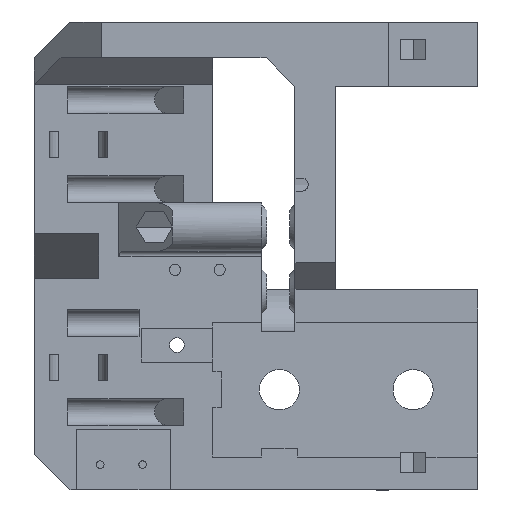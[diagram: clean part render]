
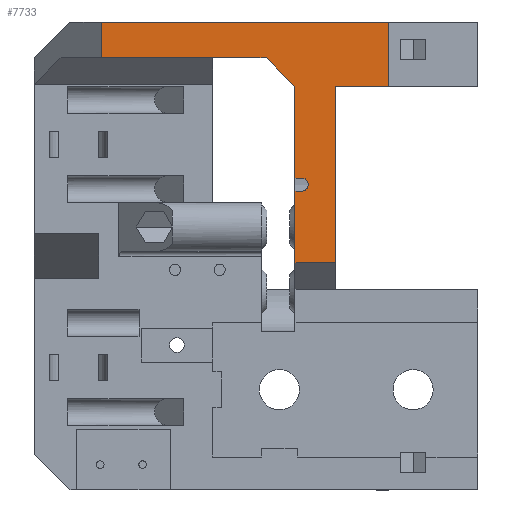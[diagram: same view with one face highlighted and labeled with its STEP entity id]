
A CAD part, left-side view. The second image highlights one B-rep face of the part: STEP entity #7733.
In plain terms, the highlighted planar face has unit normal (-1, 0, 0).
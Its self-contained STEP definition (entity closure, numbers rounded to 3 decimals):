
#12 = EDGE_CURVE ( 'NONE', #6447, #1072, #9465, .T. ) ;
#208 = ORIENTED_EDGE ( 'NONE', *, *, #9227, .T. ) ;
#474 = LINE ( 'NONE', #2171, #7774 ) ;
#514 = EDGE_LOOP ( 'NONE', ( #5403, #9433, #1531, #8555, #523, #957, #2068, #1058, #5887, #4105, #208, #2988, #5731 ) ) ;
#523 = ORIENTED_EDGE ( 'NONE', *, *, #9085, .F. ) ;
#575 = VECTOR ( 'NONE', #10466, 1000. ) ;
#695 = DIRECTION ( 'NONE',  ( 0., -1., 0. ) ) ;
#942 = CARTESIAN_POINT ( 'NONE',  ( -28.5, -79.5, -52.501 ) ) ;
#957 = ORIENTED_EDGE ( 'NONE', *, *, #3757, .T. ) ;
#1058 = ORIENTED_EDGE ( 'NONE', *, *, #10355, .T. ) ;
#1072 = VERTEX_POINT ( 'NONE', #8290 ) ;
#1433 = LINE ( 'NONE', #6653, #5532 ) ;
#1487 = CARTESIAN_POINT ( 'NONE',  ( -28.5, -58.5, 17.5 ) ) ;
#1531 = ORIENTED_EDGE ( 'NONE', *, *, #12, .T. ) ;
#1584 = LINE ( 'NONE', #5450, #575 ) ;
#1648 = VERTEX_POINT ( 'NONE', #10202 ) ;
#1767 = EDGE_CURVE ( 'NONE', #2088, #1072, #474, .T. ) ;
#1805 = CARTESIAN_POINT ( 'NONE',  ( -28.5, -58.5, -1.5 ) ) ;
#1913 = CARTESIAN_POINT ( 'NONE',  ( -28.5, -58.5, -7.5 ) ) ;
#1921 = AXIS2_PLACEMENT_3D ( 'NONE', #7259, #2333, #4707 ) ;
#1930 = DIRECTION ( 'NONE',  ( 0., 0., -1. ) ) ;
#2068 = ORIENTED_EDGE ( 'NONE', *, *, #7701, .F. ) ;
#2088 = VERTEX_POINT ( 'NONE', #5238 ) ;
#2171 = CARTESIAN_POINT ( 'NONE',  ( -28.5, -67.5, -7.5 ) ) ;
#2333 = DIRECTION ( 'NONE',  ( -1., 0., 0. ) ) ;
#2418 = LINE ( 'NONE', #8698, #8694 ) ;
#2543 = CARTESIAN_POINT ( 'NONE',  ( -28.5, -52., 44.5 ) ) ;
#2949 = FACE_OUTER_BOUND ( 'NONE', #514, .T. ) ;
#2988 = ORIENTED_EDGE ( 'NONE', *, *, #3363, .F. ) ;
#3136 = LINE ( 'NONE', #10036, #5043 ) ;
#3357 = DIRECTION ( 'NONE',  ( 0., -1., 0. ) ) ;
#3363 = EDGE_CURVE ( 'NONE', #3473, #5019, #5196, .T. ) ;
#3366 = DIRECTION ( 'NONE',  ( 0., 1., 0. ) ) ;
#3473 = VERTEX_POINT ( 'NONE', #7399 ) ;
#3496 = VECTOR ( 'NONE', #9254, 1000. ) ;
#3757 = EDGE_CURVE ( 'NONE', #4057, #5840, #9426, .T. ) ;
#3826 = VERTEX_POINT ( 'NONE', #5120 ) ;
#3966 = CARTESIAN_POINT ( 'NONE',  ( -28.5, -99.5, 52.5 ) ) ;
#4057 = VERTEX_POINT ( 'NONE', #8882 ) ;
#4094 = CARTESIAN_POINT ( 'NONE',  ( -28.5, -60., 14.5 ) ) ;
#4105 = ORIENTED_EDGE ( 'NONE', *, *, #9420, .F. ) ;
#4256 = LINE ( 'NONE', #1913, #3496 ) ;
#4260 = VERTEX_POINT ( 'NONE', #4094 ) ;
#4432 = VECTOR ( 'NONE', #9857, 1000. ) ;
#4707 = DIRECTION ( 'NONE',  ( 0., 0., 1. ) ) ;
#4954 = CARTESIAN_POINT ( 'NONE',  ( -28.5, -99.5, 38. ) ) ;
#5019 = VERTEX_POINT ( 'NONE', #10615 ) ;
#5022 = VERTEX_POINT ( 'NONE', #8215 ) ;
#5043 = VECTOR ( 'NONE', #6752, 1000. ) ;
#5120 = CARTESIAN_POINT ( 'NONE',  ( -28.5, -15., 44.5 ) ) ;
#5196 = LINE ( 'NONE', #1487, #7911 ) ;
#5238 = CARTESIAN_POINT ( 'NONE',  ( -28.5, -67.5, 38. ) ) ;
#5403 = ORIENTED_EDGE ( 'NONE', *, *, #8295, .F. ) ;
#5450 = CARTESIAN_POINT ( 'NONE',  ( -28.5, -58.5, 38. ) ) ;
#5475 = DIRECTION ( 'NONE',  ( 0., -1., 0. ) ) ;
#5479 = EDGE_CURVE ( 'NONE', #8010, #3826, #1433, .T. ) ;
#5482 = AXIS2_PLACEMENT_3D ( 'NONE', #7138, #9626, #7204 ) ;
#5532 = VECTOR ( 'NONE', #3366, 1000. ) ;
#5637 = EDGE_CURVE ( 'NONE', #1648, #6447, #4256, .T. ) ;
#5718 = DIRECTION ( 'NONE',  ( 0., 1., 0. ) ) ;
#5731 = ORIENTED_EDGE ( 'NONE', *, *, #8349, .F. ) ;
#5840 = VERTEX_POINT ( 'NONE', #9440 ) ;
#5887 = ORIENTED_EDGE ( 'NONE', *, *, #5479, .F. ) ;
#5961 = VERTEX_POINT ( 'NONE', #9546 ) ;
#6325 = PLANE ( 'NONE',  #1921 ) ;
#6447 = VERTEX_POINT ( 'NONE', #7902 ) ;
#6525 = LINE ( 'NONE', #3966, #7316 ) ;
#6591 = VECTOR ( 'NONE', #5718, 1000. ) ;
#6653 = CARTESIAN_POINT ( 'NONE',  ( -28.5, -52., 44.5 ) ) ;
#6752 = DIRECTION ( 'NONE',  ( 0., 0., -1. ) ) ;
#6845 = CARTESIAN_POINT ( 'NONE',  ( -28.5, -15., -7.5 ) ) ;
#7138 = CARTESIAN_POINT ( 'NONE',  ( -28.5, -60., 16. ) ) ;
#7191 = DIRECTION ( 'NONE',  ( 0., 1., 0. ) ) ;
#7204 = DIRECTION ( 'NONE',  ( 0., 0., 1. ) ) ;
#7259 = CARTESIAN_POINT ( 'NONE',  ( -28.5, -58.5, -7.5 ) ) ;
#7316 = VECTOR ( 'NONE', #695, 1000. ) ;
#7399 = CARTESIAN_POINT ( 'NONE',  ( -28.5, -60., 17.5 ) ) ;
#7701 = EDGE_CURVE ( 'NONE', #5022, #5840, #6525, .T. ) ;
#7733 = ADVANCED_FACE ( 'NONE', ( #2949 ), #6325, .T. ) ;
#7774 = VECTOR ( 'NONE', #10513, 1000. ) ;
#7810 = VECTOR ( 'NONE', #3357, 1000. ) ;
#7902 = CARTESIAN_POINT ( 'NONE',  ( -28.5, -58.5, -1.5 ) ) ;
#7911 = VECTOR ( 'NONE', #7191, 1000. ) ;
#7938 = CIRCLE ( 'NONE', #5482, 1.5 ) ;
#8010 = VERTEX_POINT ( 'NONE', #2543 ) ;
#8215 = CARTESIAN_POINT ( 'NONE',  ( -28.5, -15., 52.5 ) ) ;
#8238 = LINE ( 'NONE', #6845, #8373 ) ;
#8290 = CARTESIAN_POINT ( 'NONE',  ( -28.5, -67.5, -1.5 ) ) ;
#8295 = EDGE_CURVE ( 'NONE', #1648, #4260, #2418, .T. ) ;
#8349 = EDGE_CURVE ( 'NONE', #4260, #3473, #7938, .T. ) ;
#8373 = VECTOR ( 'NONE', #1930, 1000. ) ;
#8518 = LINE ( 'NONE', #4954, #6591 ) ;
#8555 = ORIENTED_EDGE ( 'NONE', *, *, #1767, .F. ) ;
#8694 = VECTOR ( 'NONE', #5475, 1000. ) ;
#8698 = CARTESIAN_POINT ( 'NONE',  ( -28.5, -60., 14.5 ) ) ;
#8882 = CARTESIAN_POINT ( 'NONE',  ( -28.5, -79.5, 38. ) ) ;
#9085 = EDGE_CURVE ( 'NONE', #4057, #2088, #8518, .T. ) ;
#9227 = EDGE_CURVE ( 'NONE', #5961, #5019, #3136, .T. ) ;
#9254 = DIRECTION ( 'NONE',  ( 0., 0., -1. ) ) ;
#9420 = EDGE_CURVE ( 'NONE', #5961, #8010, #1584, .T. ) ;
#9426 = LINE ( 'NONE', #942, #4432 ) ;
#9433 = ORIENTED_EDGE ( 'NONE', *, *, #5637, .T. ) ;
#9440 = CARTESIAN_POINT ( 'NONE',  ( -28.5, -79.5, 52.5 ) ) ;
#9465 = LINE ( 'NONE', #1805, #7810 ) ;
#9546 = CARTESIAN_POINT ( 'NONE',  ( -28.5, -58.5, 38. ) ) ;
#9626 = DIRECTION ( 'NONE',  ( -1., 0., 0. ) ) ;
#9857 = DIRECTION ( 'NONE',  ( 0., 0., 1. ) ) ;
#10036 = CARTESIAN_POINT ( 'NONE',  ( -28.5, -58.5, -7.5 ) ) ;
#10202 = CARTESIAN_POINT ( 'NONE',  ( -28.5, -58.5, 14.5 ) ) ;
#10355 = EDGE_CURVE ( 'NONE', #5022, #3826, #8238, .T. ) ;
#10466 = DIRECTION ( 'NONE',  ( 0., 0.707, 0.707 ) ) ;
#10513 = DIRECTION ( 'NONE',  ( 0., 0., -1. ) ) ;
#10615 = CARTESIAN_POINT ( 'NONE',  ( -28.5, -58.5, 17.5 ) ) ;
